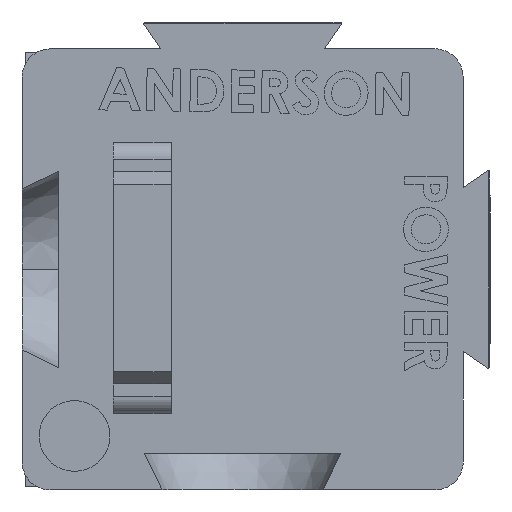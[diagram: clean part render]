
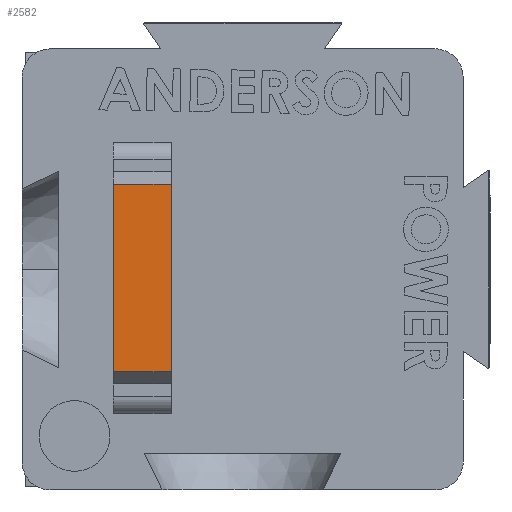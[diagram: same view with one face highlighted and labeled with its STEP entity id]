
A CAD part, left-side view. The second image highlights one B-rep face of the part: STEP entity #2582.
In plain terms, the highlighted planar face has unit normal (-1, 0, 0).
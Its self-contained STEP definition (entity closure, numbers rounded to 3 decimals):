
#1406 = PLANE('',#1407);
#1407 = AXIS2_PLACEMENT_3D('',#1408,#1409,#1410);
#1408 = CARTESIAN_POINT('',(3.217,48.118,-6.502));
#1409 = DIRECTION('',(0.,1.,0.));
#1410 = DIRECTION('',(1.,0.,0.));
#2419 = PLANE('',#2420);
#2420 = AXIS2_PLACEMENT_3D('',#2421,#2422,#2423);
#2421 = CARTESIAN_POINT('',(3.217,49.159,-6.502));
#2422 = DIRECTION('',(0.,-1.,0.));
#2423 = DIRECTION('',(-1.,0.,0.));
#2495 = PLANE('',#2496);
#2496 = AXIS2_PLACEMENT_3D('',#2497,#2498,#2499);
#2497 = CARTESIAN_POINT('',(-4.724,48.627,-2.692));
#2498 = DIRECTION('',(0.5,0.,-0.866));
#2499 = DIRECTION('',(0.866,0.,0.5));
#2511 = VERTEX_POINT('',#2512);
#2512 = CARTESIAN_POINT('',(-5.105,49.159,-2.912));
#2533 = EDGE_CURVE('',#2534,#2511,#2536,.T.);
#2534 = VERTEX_POINT('',#2535);
#2535 = CARTESIAN_POINT('',(-5.105,48.118,-2.912));
#2536 = SURFACE_CURVE('',#2537,(#2541,#2548),.PCURVE_S1.);
#2537 = LINE('',#2538,#2539);
#2538 = CARTESIAN_POINT('',(-5.105,49.738,-2.912));
#2539 = VECTOR('',#2540,1.);
#2540 = DIRECTION('',(0.,1.,0.));
#2541 = PCURVE('',#2495,#2542);
#2542 = DEFINITIONAL_REPRESENTATION('',(#2543),#2547);
#2543 = LINE('',#2544,#2545);
#2544 = CARTESIAN_POINT('',(-0.44,-1.111));
#2545 = VECTOR('',#2546,1.);
#2546 = DIRECTION('',(0.,-1.));
#2547 = ( GEOMETRIC_REPRESENTATION_CONTEXT(2) 
PARAMETRIC_REPRESENTATION_CONTEXT() REPRESENTATION_CONTEXT('2D SPACE',''
  ) );
#2548 = PCURVE('',#2549,#2554);
#2549 = PLANE('',#2550);
#2550 = AXIS2_PLACEMENT_3D('',#2551,#2552,#2553);
#2551 = CARTESIAN_POINT('',(-5.105,49.738,9.064));
#2552 = DIRECTION('',(1.,0.,0.));
#2553 = DIRECTION('',(0.,0.,1.));
#2554 = DEFINITIONAL_REPRESENTATION('',(#2555),#2559);
#2555 = LINE('',#2556,#2557);
#2556 = CARTESIAN_POINT('',(-11.976,0.));
#2557 = VECTOR('',#2558,1.);
#2558 = DIRECTION('',(0.,-1.));
#2559 = ( GEOMETRIC_REPRESENTATION_CONTEXT(2) 
PARAMETRIC_REPRESENTATION_CONTEXT() REPRESENTATION_CONTEXT('2D SPACE',''
  ) );
#2582 = ADVANCED_FACE('',(#2583),#2549,.F.);
#2583 = FACE_BOUND('',#2584,.T.);
#2584 = EDGE_LOOP('',(#2585,#2608,#2609,#2632));
#2585 = ORIENTED_EDGE('',*,*,#2586,.F.);
#2586 = EDGE_CURVE('',#2534,#2587,#2589,.T.);
#2587 = VERTEX_POINT('',#2588);
#2588 = CARTESIAN_POINT('',(-5.105,48.118,-6.282));
#2589 = SURFACE_CURVE('',#2590,(#2594,#2601),.PCURVE_S1.);
#2590 = LINE('',#2591,#2592);
#2591 = CARTESIAN_POINT('',(-5.105,48.118,-6.502));
#2592 = VECTOR('',#2593,1.);
#2593 = DIRECTION('',(0.,0.,-1.));
#2594 = PCURVE('',#2549,#2595);
#2595 = DEFINITIONAL_REPRESENTATION('',(#2596),#2600);
#2596 = LINE('',#2597,#2598);
#2597 = CARTESIAN_POINT('',(-15.566,1.62));
#2598 = VECTOR('',#2599,1.);
#2599 = DIRECTION('',(-1.,0.));
#2600 = ( GEOMETRIC_REPRESENTATION_CONTEXT(2) 
PARAMETRIC_REPRESENTATION_CONTEXT() REPRESENTATION_CONTEXT('2D SPACE',''
  ) );
#2601 = PCURVE('',#1406,#2602);
#2602 = DEFINITIONAL_REPRESENTATION('',(#2603),#2607);
#2603 = LINE('',#2604,#2605);
#2604 = CARTESIAN_POINT('',(-8.323,0.));
#2605 = VECTOR('',#2606,1.);
#2606 = DIRECTION('',(0.,1.));
#2607 = ( GEOMETRIC_REPRESENTATION_CONTEXT(2) 
PARAMETRIC_REPRESENTATION_CONTEXT() REPRESENTATION_CONTEXT('2D SPACE',''
  ) );
#2608 = ORIENTED_EDGE('',*,*,#2533,.T.);
#2609 = ORIENTED_EDGE('',*,*,#2610,.F.);
#2610 = EDGE_CURVE('',#2611,#2511,#2613,.T.);
#2611 = VERTEX_POINT('',#2612);
#2612 = CARTESIAN_POINT('',(-5.105,49.159,-6.282));
#2613 = SURFACE_CURVE('',#2614,(#2618,#2625),.PCURVE_S1.);
#2614 = LINE('',#2615,#2616);
#2615 = CARTESIAN_POINT('',(-5.105,49.159,-6.502));
#2616 = VECTOR('',#2617,1.);
#2617 = DIRECTION('',(0.,0.,1.));
#2618 = PCURVE('',#2549,#2619);
#2619 = DEFINITIONAL_REPRESENTATION('',(#2620),#2624);
#2620 = LINE('',#2621,#2622);
#2621 = CARTESIAN_POINT('',(-15.566,0.579));
#2622 = VECTOR('',#2623,1.);
#2623 = DIRECTION('',(1.,0.));
#2624 = ( GEOMETRIC_REPRESENTATION_CONTEXT(2) 
PARAMETRIC_REPRESENTATION_CONTEXT() REPRESENTATION_CONTEXT('2D SPACE',''
  ) );
#2625 = PCURVE('',#2419,#2626);
#2626 = DEFINITIONAL_REPRESENTATION('',(#2627),#2631);
#2627 = LINE('',#2628,#2629);
#2628 = CARTESIAN_POINT('',(8.323,0.));
#2629 = VECTOR('',#2630,1.);
#2630 = DIRECTION('',(0.,-1.));
#2631 = ( GEOMETRIC_REPRESENTATION_CONTEXT(2) 
PARAMETRIC_REPRESENTATION_CONTEXT() REPRESENTATION_CONTEXT('2D SPACE',''
  ) );
#2632 = ORIENTED_EDGE('',*,*,#2633,.T.);
#2633 = EDGE_CURVE('',#2611,#2587,#2634,.T.);
#2634 = SURFACE_CURVE('',#2635,(#2639,#2646),.PCURVE_S1.);
#2635 = LINE('',#2636,#2637);
#2636 = CARTESIAN_POINT('',(-5.105,48.118,-6.282));
#2637 = VECTOR('',#2638,1.);
#2638 = DIRECTION('',(0.,-1.,0.));
#2639 = PCURVE('',#2549,#2640);
#2640 = DEFINITIONAL_REPRESENTATION('',(#2641),#2645);
#2641 = LINE('',#2642,#2643);
#2642 = CARTESIAN_POINT('',(-15.346,1.62));
#2643 = VECTOR('',#2644,1.);
#2644 = DIRECTION('',(0.,1.));
#2645 = ( GEOMETRIC_REPRESENTATION_CONTEXT(2) 
PARAMETRIC_REPRESENTATION_CONTEXT() REPRESENTATION_CONTEXT('2D SPACE',''
  ) );
#2646 = PCURVE('',#2647,#2652);
#2647 = PLANE('',#2648);
#2648 = AXIS2_PLACEMENT_3D('',#2649,#2650,#2651);
#2649 = CARTESIAN_POINT('',(-5.105,49.738,-6.282));
#2650 = DIRECTION('',(-0.5,0.,-0.866));
#2651 = DIRECTION('',(0.866,0.,-0.5));
#2652 = DEFINITIONAL_REPRESENTATION('',(#2653),#2657);
#2653 = LINE('',#2654,#2655);
#2654 = CARTESIAN_POINT('',(0.,1.62));
#2655 = VECTOR('',#2656,1.);
#2656 = DIRECTION('',(0.,1.));
#2657 = ( GEOMETRIC_REPRESENTATION_CONTEXT(2) 
PARAMETRIC_REPRESENTATION_CONTEXT() REPRESENTATION_CONTEXT('2D SPACE',''
  ) );
